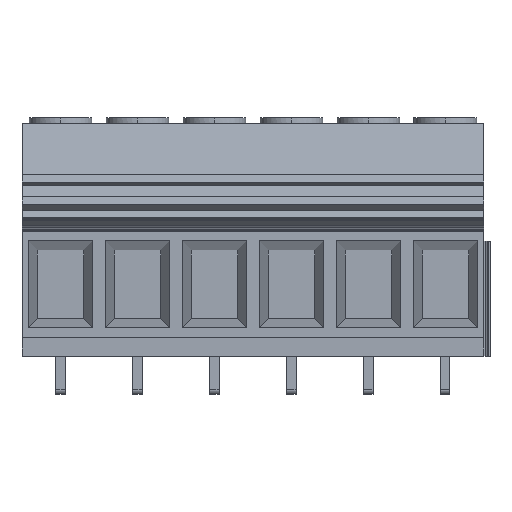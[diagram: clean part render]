
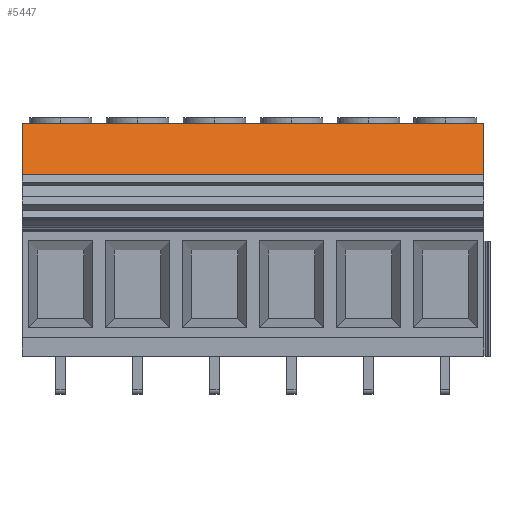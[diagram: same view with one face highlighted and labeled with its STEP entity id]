
A CAD part, front view. The second image highlights one B-rep face of the part: STEP entity #5447.
In plain terms, the highlighted planar face has unit normal (0, -0.966, 0.259).
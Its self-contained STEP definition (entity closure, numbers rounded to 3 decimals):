
#5434=AXIS2_PLACEMENT_3D('Plane Axis2P3D',#5431,#5432,#5433) ;
#2218=CARTESIAN_POINT('Vertex',(0.,6.947,28.966)) ;
#2221=CARTESIAN_POINT('Line Origine',(0.,7.853,32.346)) ;
#2225=CARTESIAN_POINT('Vertex',(0.,8.758,35.725)) ;
#3160=CARTESIAN_POINT('Vertex',(60.96,8.758,35.725)) ;
#3163=CARTESIAN_POINT('Line Origine',(60.96,7.853,32.346)) ;
#3167=CARTESIAN_POINT('Vertex',(60.96,6.947,28.966)) ;
#5419=CARTESIAN_POINT('Line Origine',(30.48,6.947,28.966)) ;
#5431=CARTESIAN_POINT('Axis2P3D Location',(0.,8.758,35.725)) ;
#5436=CARTESIAN_POINT('Line Origine',(30.48,8.758,35.725)) ;
#2222=DIRECTION('Vector Direction',(0.,-0.259,-0.966)) ;
#3164=DIRECTION('Vector Direction',(0.,-0.259,-0.966)) ;
#5420=DIRECTION('Vector Direction',(1.,0.,0.)) ;
#5432=DIRECTION('Axis2P3D Direction',(0.,-0.966,0.259)) ;
#5433=DIRECTION('Axis2P3D XDirection',(0.,-0.259,-0.966)) ;
#5437=DIRECTION('Vector Direction',(1.,0.,0.)) ;
#2223=VECTOR('Line Direction',#2222,1.) ;
#3165=VECTOR('Line Direction',#3164,1.) ;
#5421=VECTOR('Line Direction',#5420,1.) ;
#5438=VECTOR('Line Direction',#5437,1.) ;
#5442=ORIENTED_EDGE('',*,*,#3169,.T.) ;
#5443=ORIENTED_EDGE('',*,*,#5440,.F.) ;
#5444=ORIENTED_EDGE('',*,*,#2227,.F.) ;
#5445=ORIENTED_EDGE('',*,*,#5423,.T.) ;
#5447=ADVANCED_FACE('_LUP 10.16/06/90V 5.0SN BK BX 2013890000',(#5446),#5435,.T.) ;
#2227=EDGE_CURVE('',#2219,#2226,#2224,.F.) ;
#3169=EDGE_CURVE('',#3168,#3161,#3166,.F.) ;
#5423=EDGE_CURVE('',#2219,#3168,#5422,.T.) ;
#5440=EDGE_CURVE('',#2226,#3161,#5439,.T.) ;
#5441=EDGE_LOOP('',(#5442,#5443,#5444,#5445)) ;
#5446=FACE_OUTER_BOUND('',#5441,.T.) ;
#2224=LINE('Line',#2221,#2223) ;
#3166=LINE('Line',#3163,#3165) ;
#5422=LINE('Line',#5419,#5421) ;
#5439=LINE('Line',#5436,#5438) ;
#5435=PLANE('',#5434) ;
#2219=VERTEX_POINT('',#2218) ;
#2226=VERTEX_POINT('',#2225) ;
#3161=VERTEX_POINT('',#3160) ;
#3168=VERTEX_POINT('',#3167) ;
